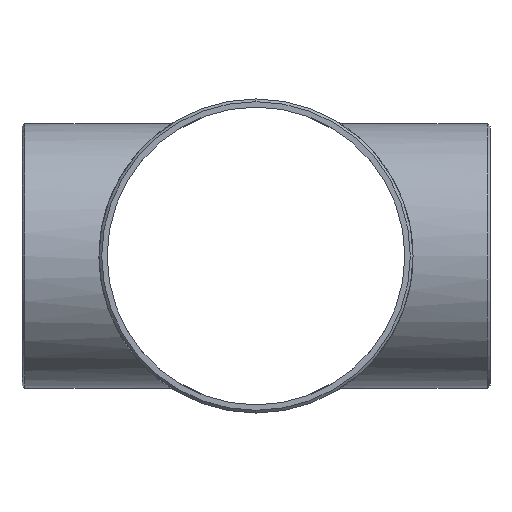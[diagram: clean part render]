
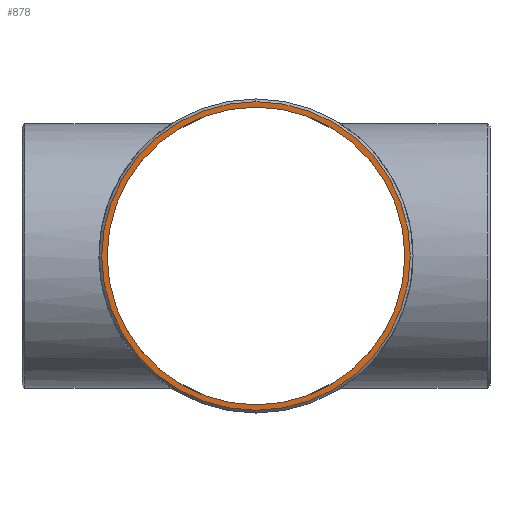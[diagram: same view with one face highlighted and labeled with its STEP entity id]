
A CAD part, left-side view. The second image highlights one B-rep face of the part: STEP entity #878.
In plain terms, the highlighted planar face has unit normal (-1, 0, 0).
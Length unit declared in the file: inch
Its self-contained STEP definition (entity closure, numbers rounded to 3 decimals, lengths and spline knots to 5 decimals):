
#23 = CARTESIAN_POINT ( 'NONE',  ( -10., 0., -6.045 ) ) ;
#35 = AXIS2_PLACEMENT_3D ( 'NONE', #1519, #912, #1404 ) ;
#111 = EDGE_LOOP ( 'NONE', ( #974, #899 ) ) ;
#133 = FACE_OUTER_BOUND ( 'NONE', #111, .T. ) ;
#142 = ORIENTED_EDGE ( 'NONE', *, *, #1281, .T. ) ;
#166 = CIRCLE ( 'NONE', #662, 6.045 ) ;
#167 = AXIS2_PLACEMENT_3D ( 'NONE', #1199, #223, #472 ) ;
#180 = CARTESIAN_POINT ( 'NONE',  ( -10., 0., 6.265 ) ) ;
#223 = DIRECTION ( 'NONE',  ( -1., 0., 0. ) ) ;
#274 = PLANE ( 'NONE',  #861 ) ;
#295 = CARTESIAN_POINT ( 'NONE',  ( -10., 0., 0. ) ) ;
#381 = FACE_BOUND ( 'NONE', #844, .T. ) ;
#406 = DIRECTION ( 'NONE',  ( 1., 0., 0. ) ) ;
#436 = AXIS2_PLACEMENT_3D ( 'NONE', #577, #1056, #952 ) ;
#472 = DIRECTION ( 'NONE',  ( 0., 0., 1. ) ) ;
#489 = CIRCLE ( 'NONE', #436, 6.265 ) ;
#534 = CIRCLE ( 'NONE', #35, 6.045 ) ;
#577 = CARTESIAN_POINT ( 'NONE',  ( -10., 0., 0. ) ) ;
#662 = AXIS2_PLACEMENT_3D ( 'NONE', #295, #406, #886 ) ;
#694 = EDGE_CURVE ( 'NONE', #1332, #1050, #166, .T. ) ;
#756 = CARTESIAN_POINT ( 'NONE',  ( -10., 0., 0. ) ) ;
#797 = CARTESIAN_POINT ( 'NONE',  ( -10., 0., -6.265 ) ) ;
#844 = EDGE_LOOP ( 'NONE', ( #142, #1545 ) ) ;
#861 = AXIS2_PLACEMENT_3D ( 'NONE', #756, #980, #1470 ) ;
#878 = ADVANCED_FACE ( 'NONE', ( #133, #381 ), #274, .T. ) ;
#886 = DIRECTION ( 'NONE',  ( 0., 0., 1. ) ) ;
#899 = ORIENTED_EDGE ( 'NONE', *, *, #1512, .T. ) ;
#912 = DIRECTION ( 'NONE',  ( 1., 0., 0. ) ) ;
#929 = VERTEX_POINT ( 'NONE', #180 ) ;
#952 = DIRECTION ( 'NONE',  ( 0., 0., 1. ) ) ;
#974 = ORIENTED_EDGE ( 'NONE', *, *, #1539, .T. ) ;
#980 = DIRECTION ( 'NONE',  ( -1., 0., 0. ) ) ;
#1050 = VERTEX_POINT ( 'NONE', #1544 ) ;
#1056 = DIRECTION ( 'NONE',  ( -1., 0., 0. ) ) ;
#1199 = CARTESIAN_POINT ( 'NONE',  ( -10., 0., 0. ) ) ;
#1281 = EDGE_CURVE ( 'NONE', #1050, #1332, #534, .T. ) ;
#1283 = VERTEX_POINT ( 'NONE', #797 ) ;
#1332 = VERTEX_POINT ( 'NONE', #23 ) ;
#1404 = DIRECTION ( 'NONE',  ( 0., 0., 1. ) ) ;
#1426 = CIRCLE ( 'NONE', #167, 6.265 ) ;
#1470 = DIRECTION ( 'NONE',  ( 0., 0., -1. ) ) ;
#1512 = EDGE_CURVE ( 'NONE', #929, #1283, #1426, .T. ) ;
#1519 = CARTESIAN_POINT ( 'NONE',  ( -10., 0., 0. ) ) ;
#1539 = EDGE_CURVE ( 'NONE', #1283, #929, #489, .T. ) ;
#1544 = CARTESIAN_POINT ( 'NONE',  ( -10., 0., 6.045 ) ) ;
#1545 = ORIENTED_EDGE ( 'NONE', *, *, #694, .T. ) ;
